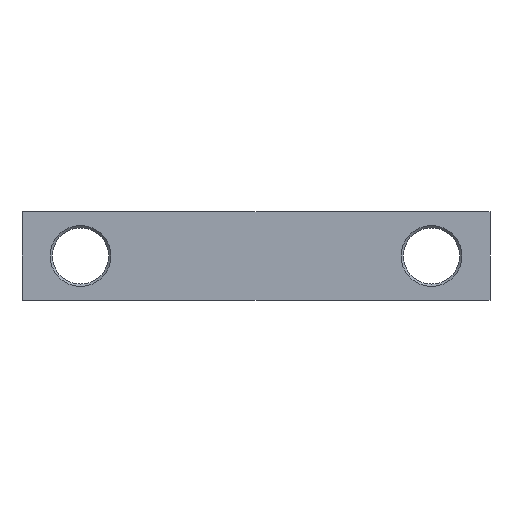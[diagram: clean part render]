
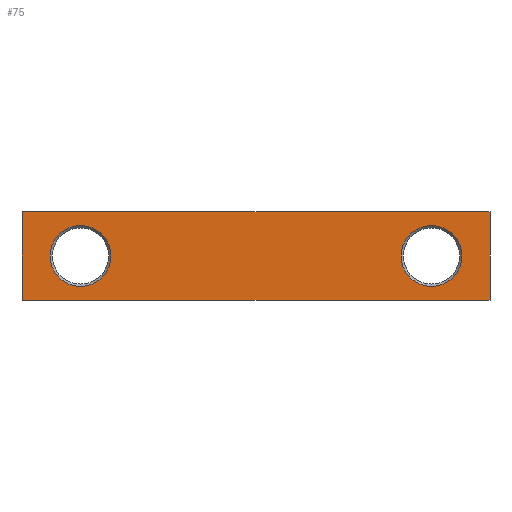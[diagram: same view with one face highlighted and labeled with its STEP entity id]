
A CAD part, front view. The second image highlights one B-rep face of the part: STEP entity #75.
In plain terms, the highlighted planar face has unit normal (0, -1, 0).
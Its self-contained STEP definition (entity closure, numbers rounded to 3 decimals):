
#75 = ADVANCED_FACE( '', ( #102, #103, #104 ), #105, .F. );
#102 = FACE_BOUND( '', #170, .T. );
#103 = FACE_OUTER_BOUND( '', #171, .T. );
#104 = FACE_BOUND( '', #172, .T. );
#105 = PLANE( '', #173 );
#170 = EDGE_LOOP( '', ( #238 ) );
#171 = EDGE_LOOP( '', ( #239, #240, #241, #242 ) );
#172 = EDGE_LOOP( '', ( #243 ) );
#173 = AXIS2_PLACEMENT_3D( '', #244, #245, #246 );
#238 = ORIENTED_EDGE( '', *, *, #416, .T. );
#239 = ORIENTED_EDGE( '', *, *, #417, .F. );
#240 = ORIENTED_EDGE( '', *, *, #418, .F. );
#241 = ORIENTED_EDGE( '', *, *, #419, .F. );
#242 = ORIENTED_EDGE( '', *, *, #420, .F. );
#243 = ORIENTED_EDGE( '', *, *, #421, .T. );
#244 = CARTESIAN_POINT( '', ( 0., 0., 0. ) );
#245 = DIRECTION( '', ( 0., 1., 0. ) );
#246 = DIRECTION( '', ( 0., 0., 1. ) );
#416 = EDGE_CURVE( '', #466, #466, #467, .T. );
#417 = EDGE_CURVE( '', #468, #469, #470, .T. );
#418 = EDGE_CURVE( '', #471, #468, #472, .T. );
#419 = EDGE_CURVE( '', #473, #471, #474, .T. );
#420 = EDGE_CURVE( '', #469, #473, #475, .T. );
#421 = EDGE_CURVE( '', #476, #476, #477, .T. );
#466 = VERTEX_POINT( '', #552 );
#467 = CIRCLE( '', #553, 6.5 );
#468 = VERTEX_POINT( '', #554 );
#469 = VERTEX_POINT( '', #555 );
#470 = LINE( '', #556, #557 );
#471 = VERTEX_POINT( '', #558 );
#472 = LINE( '', #559, #560 );
#473 = VERTEX_POINT( '', #561 );
#474 = LINE( '', #562, #563 );
#475 = LINE( '', #564, #565 );
#476 = VERTEX_POINT( '', #566 );
#477 = CIRCLE( '', #567, 6.5 );
#552 = CARTESIAN_POINT( '', ( 37.5, 0., 6.5 ) );
#553 = AXIS2_PLACEMENT_3D( '', #672, #673, #674 );
#554 = CARTESIAN_POINT( '', ( 50., 0., 9.5 ) );
#555 = CARTESIAN_POINT( '', ( 50., 0., -9.5 ) );
#556 = CARTESIAN_POINT( '', ( 50., 0., 9.5 ) );
#557 = VECTOR( '', #675, 1000. );
#558 = CARTESIAN_POINT( '', ( -50., 0., 9.5 ) );
#559 = CARTESIAN_POINT( '', ( -50., 0., 9.5 ) );
#560 = VECTOR( '', #676, 1000. );
#561 = CARTESIAN_POINT( '', ( -50., 0., -9.5 ) );
#562 = CARTESIAN_POINT( '', ( -50., 0., -9.5 ) );
#563 = VECTOR( '', #677, 1000. );
#564 = CARTESIAN_POINT( '', ( 50., 0., -9.5 ) );
#565 = VECTOR( '', #678, 1000. );
#566 = CARTESIAN_POINT( '', ( -37.5, 0., 6.5 ) );
#567 = AXIS2_PLACEMENT_3D( '', #679, #680, #681 );
#672 = CARTESIAN_POINT( '', ( 37.5, 0., 0. ) );
#673 = DIRECTION( '', ( 0., 1., 0. ) );
#674 = DIRECTION( '', ( 0., 0., 1. ) );
#675 = DIRECTION( '', ( 0., 0., -1. ) );
#676 = DIRECTION( '', ( 1., 0., 0. ) );
#677 = DIRECTION( '', ( 0., 0., 1. ) );
#678 = DIRECTION( '', ( -1., 0., 0. ) );
#679 = CARTESIAN_POINT( '', ( -37.5, 0., 0. ) );
#680 = DIRECTION( '', ( 0., 1., 0. ) );
#681 = DIRECTION( '', ( 0., 0., 1. ) );
